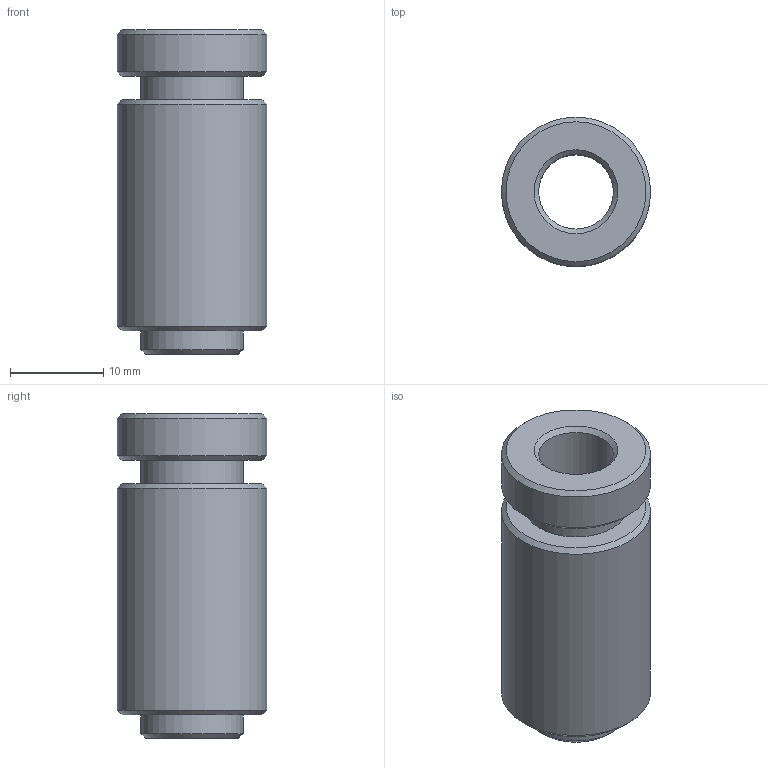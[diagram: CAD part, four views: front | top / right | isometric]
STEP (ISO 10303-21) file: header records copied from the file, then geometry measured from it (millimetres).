
FILE_DESCRIPTION((''),'2;1');
FILE_NAME('Ø8mm TOP TUBE BEARING.stp','2015-01-29T12:00:54',('jge'),(''),'Autodesk Inventor 2012','Autodesk Inventor 2012','');
FILE_SCHEMA(('AUTOMOTIVE_DESIGN { 1 0 10303 214 1 1 1 1 }'));
Length unit declared in the file: millimetre
Products named in the file (1): TOP TUBE
Bounding box: 16 x 16 x 34.8 mm (x, y, z)
Volume: 4682.2 mm3; surface area: 2974.3 mm2
Topology: 1 solids, 1 shells, 17 faces, 30 edges, 18 vertices
Faces by surface type: cone 7, cylinder 5, plane 5
Full cylindrical faces by diameter (mm): 8 x1, 11 x2, 16 x2
Entity records: 374 total; most frequent: DIRECTION 70, CARTESIAN_POINT 52, AXIS2_PLACEMENT_3D 35, ORIENTED_EDGE 34, EDGE_LOOP 34, VERTEX_POINT 17, CIRCLE 17, EDGE_CURVE 17
